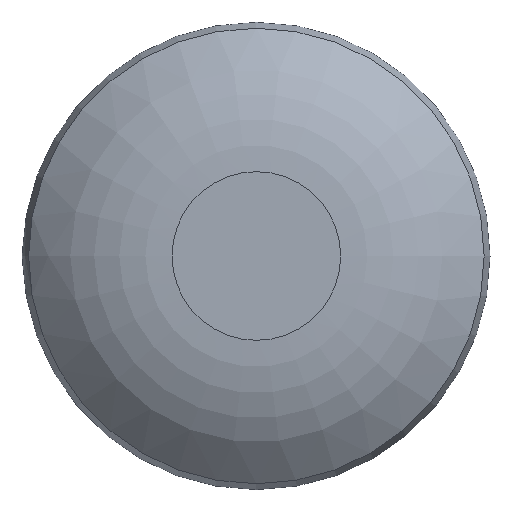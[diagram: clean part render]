
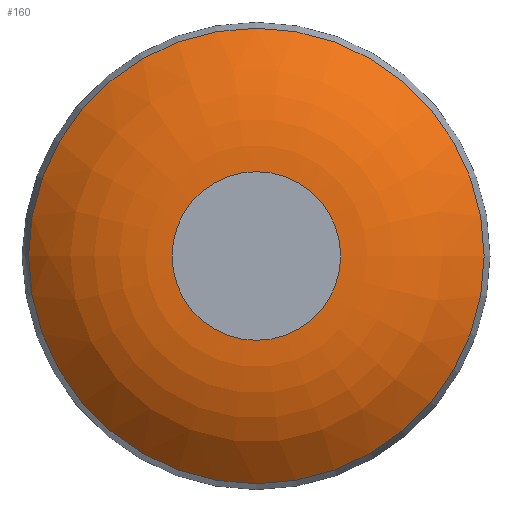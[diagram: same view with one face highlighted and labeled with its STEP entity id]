
A CAD part, left-side view. The second image highlights one B-rep face of the part: STEP entity #160.
In plain terms, the highlighted toroidal (fillet/blend) face has major radius 3.581 mm and minor radius 8.458 mm.
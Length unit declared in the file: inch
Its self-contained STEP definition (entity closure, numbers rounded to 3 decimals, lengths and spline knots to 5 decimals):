
#15 = CARTESIAN_POINT ( 'NONE',  ( 0.333, 0., 0. ) ) ;
#37 = EDGE_LOOP ( 'NONE', ( #252 ) ) ;
#43 = CARTESIAN_POINT ( 'NONE',  ( 0., 0.141, 0. ) ) ;
#48 = DIRECTION ( 'NONE',  ( 1., 0., 0. ) ) ;
#49 = DIRECTION ( 'NONE',  ( 0., 1., 0. ) ) ;
#92 = EDGE_LOOP ( 'NONE', ( #365 ) ) ;
#160 = ADVANCED_FACE ( 'NONE', ( #380, #428 ), #307, .T. ) ;
#191 = EDGE_CURVE ( 'NONE', #437, #437, #425, .T. ) ;
#220 = DIRECTION ( 'NONE',  ( 0., 1., 0. ) ) ;
#231 = EDGE_CURVE ( 'NONE', #288, #288, #343, .T. ) ;
#252 = ORIENTED_EDGE ( 'NONE', *, *, #231, .F. ) ;
#257 = AXIS2_PLACEMENT_3D ( 'NONE', #438, #407, #49 ) ;
#273 = CARTESIAN_POINT ( 'NONE',  ( 0.102, 0.38085, 0. ) ) ;
#285 = AXIS2_PLACEMENT_3D ( 'NONE', #339, #336, #302 ) ;
#288 = VERTEX_POINT ( 'NONE', #273 ) ;
#302 = DIRECTION ( 'NONE',  ( 0., 1., 0. ) ) ;
#307 = TOROIDAL_SURFACE ( 'NONE', #398, 0.141, 0.333 ) ;
#336 = DIRECTION ( 'NONE',  ( 1., 0., 0. ) ) ;
#339 = CARTESIAN_POINT ( 'NONE',  ( 0.102, 0., 0. ) ) ;
#343 = CIRCLE ( 'NONE', #285, 0.38085 ) ;
#365 = ORIENTED_EDGE ( 'NONE', *, *, #191, .T. ) ;
#380 = FACE_OUTER_BOUND ( 'NONE', #92, .T. ) ;
#398 = AXIS2_PLACEMENT_3D ( 'NONE', #15, #48, #220 ) ;
#407 = DIRECTION ( 'NONE',  ( 1., 0., 0. ) ) ;
#425 = CIRCLE ( 'NONE', #257, 0.141 ) ;
#428 = FACE_OUTER_BOUND ( 'NONE', #37, .T. ) ;
#437 = VERTEX_POINT ( 'NONE', #43 ) ;
#438 = CARTESIAN_POINT ( 'NONE',  ( 0., 0., 0. ) ) ;
